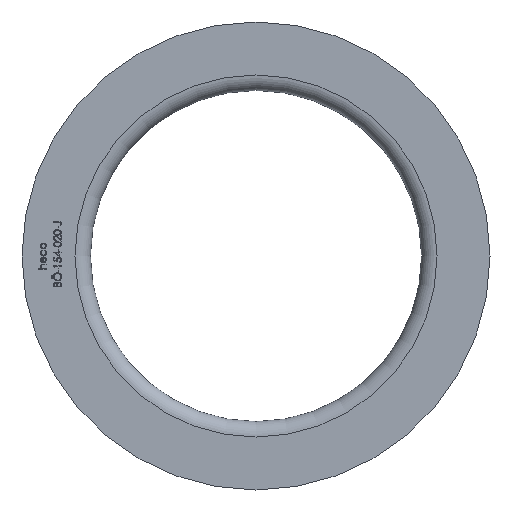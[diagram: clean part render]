
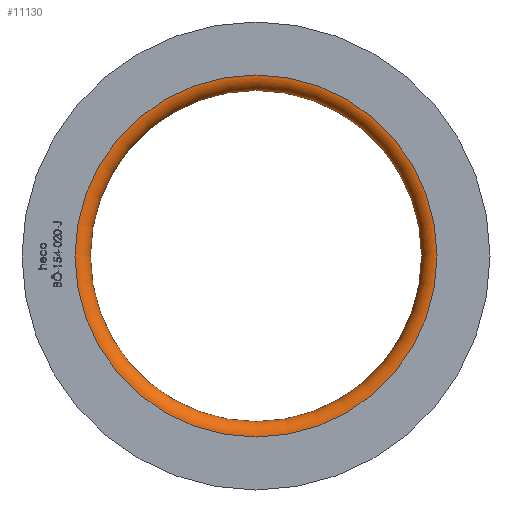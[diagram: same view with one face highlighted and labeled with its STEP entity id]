
A CAD part, left-side view. The second image highlights one B-rep face of the part: STEP entity #11130.
In plain terms, the highlighted toroidal (fillet/blend) face has major radius 82 mm and minor radius 7 mm.
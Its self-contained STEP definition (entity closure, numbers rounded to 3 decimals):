
#52 = CARTESIAN_POINT ( 'NONE',  ( 0., 0., -82. ) ) ;
#740 = DIRECTION ( 'NONE',  ( 1., 0., 0. ) ) ;
#1231 = CARTESIAN_POINT ( 'NONE',  ( 7., 0., 0. ) ) ;
#1525 = DIRECTION ( 'NONE',  ( 1., 0., 0. ) ) ;
#2620 = AXIS2_PLACEMENT_3D ( 'NONE', #6969, #1525, #10350 ) ;
#3957 = EDGE_CURVE ( 'NONE', #11914, #11914, #13478, .T. ) ;
#4245 = CARTESIAN_POINT ( 'NONE',  ( 7., 0., -75. ) ) ;
#5308 = VERTEX_POINT ( 'NONE', #4245 ) ;
#6299 = DIRECTION ( 'NONE',  ( 0., 0., -1. ) ) ;
#6969 = CARTESIAN_POINT ( 'NONE',  ( 0., 0., 0. ) ) ;
#7029 = FACE_OUTER_BOUND ( 'NONE', #8624, .T. ) ;
#7470 = CARTESIAN_POINT ( 'NONE',  ( 7., 0., 0. ) ) ;
#7989 = DIRECTION ( 'NONE',  ( 0., 0., -1. ) ) ;
#8046 = AXIS2_PLACEMENT_3D ( 'NONE', #1231, #12108, #7989 ) ;
#8514 = CIRCLE ( 'NONE', #8046, 75. ) ;
#8624 = EDGE_LOOP ( 'NONE', ( #11465 ) ) ;
#10180 = EDGE_CURVE ( 'NONE', #5308, #5308, #8514, .T. ) ;
#10350 = DIRECTION ( 'NONE',  ( 0., 0., -1. ) ) ;
#10441 = AXIS2_PLACEMENT_3D ( 'NONE', #7470, #740, #6299 ) ;
#10488 = TOROIDAL_SURFACE ( 'NONE', #10441, 82., 7. ) ;
#11130 = ADVANCED_FACE ( 'NONE', ( #7029, #14147 ), #10488, .T. ) ;
#11465 = ORIENTED_EDGE ( 'NONE', *, *, #3957, .F. ) ;
#11914 = VERTEX_POINT ( 'NONE', #52 ) ;
#12108 = DIRECTION ( 'NONE',  ( -1., 0., 0. ) ) ;
#12988 = EDGE_LOOP ( 'NONE', ( #14013 ) ) ;
#13478 = CIRCLE ( 'NONE', #2620, 82. ) ;
#14013 = ORIENTED_EDGE ( 'NONE', *, *, #10180, .F. ) ;
#14147 = FACE_OUTER_BOUND ( 'NONE', #12988, .T. ) ;
